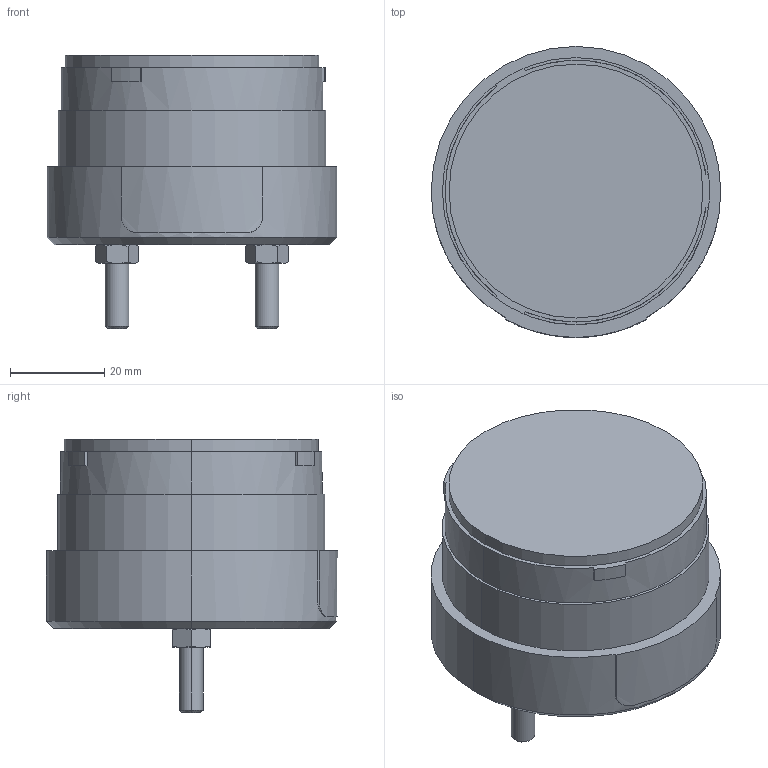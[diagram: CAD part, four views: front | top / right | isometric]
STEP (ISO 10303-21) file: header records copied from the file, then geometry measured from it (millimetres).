
FILE_DESCRIPTION(('starvars output'),'2;1');
FILE_NAME('XVUZ03_3D.stp','09:09:45 2020/04/08',( 'Thomas Industrial Network Germany GmbH'),( 'Thomas Industrial Network Germany GmbH'),'unknown preprocess','ACIS' ,'unknown authorization');
FILE_SCHEMA(('AUTOMOTIVE_DESIGN_CC2 {UNKNOWN IMPLEMENTATION LEVEL}'));
Length unit declared in the file: millimetre
Products named in the file (1): PRODUCT_ID_1
Bounding box: 61.4 x 61.71 x 57.89 mm (x, y, z)
Volume: 107681.7 mm3; surface area: 13791.1 mm2
Topology: 1 solids, 1 shells, 90 faces, 205 edges, 124 vertices
Faces by surface type: cone 38, plane 33, cylinder 19
Entity records: 2883 total; most frequent: CARTESIAN_POINT 470, ORIENTED_EDGE 410, DIRECTION 251, EDGE_CURVE 205, VERTEX_POINT 124, EDGE_LOOP 97, FACE_BOUND 97, STYLED_ITEM 91
